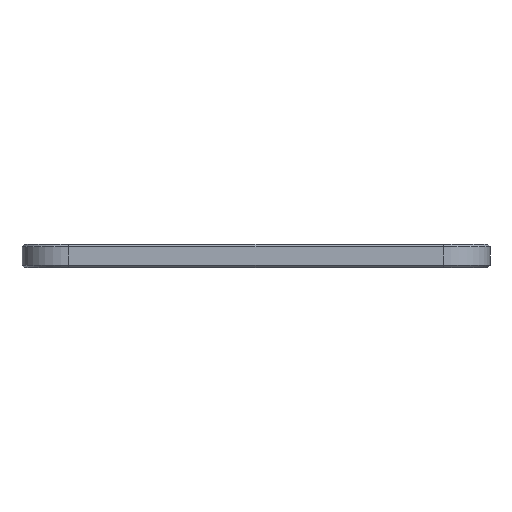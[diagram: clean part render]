
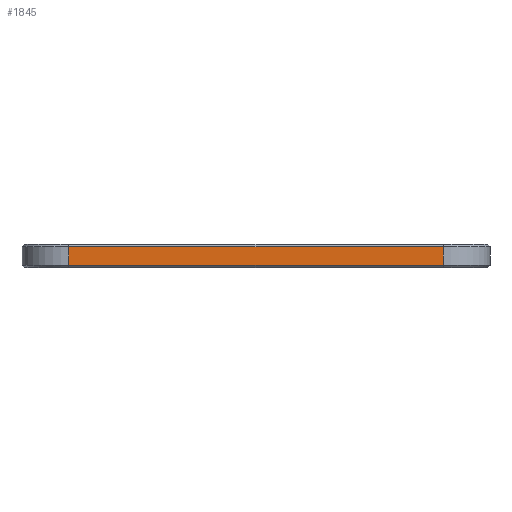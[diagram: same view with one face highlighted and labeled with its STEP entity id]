
A CAD part, front view. The second image highlights one B-rep face of the part: STEP entity #1845.
In plain terms, the highlighted planar face has unit normal (0, -1, 0).
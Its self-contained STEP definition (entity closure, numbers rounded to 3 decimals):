
#158 = PLANE('',#159);
#159 = AXIS2_PLACEMENT_3D('',#160,#161,#162);
#160 = CARTESIAN_POINT('',(0.,-6.1,0.15));
#161 = DIRECTION('',(0.,-0.707,-0.707));
#162 = DIRECTION('',(-1.,-0.,-0.));
#755 = VERTEX_POINT('',#756);
#756 = CARTESIAN_POINT('',(50.,-6.25,0.3));
#792 = CYLINDRICAL_SURFACE('',#793,6.25);
#793 = AXIS2_PLACEMENT_3D('',#794,#795,#796);
#794 = CARTESIAN_POINT('',(50.,0.,0.));
#795 = DIRECTION('',(-0.,-0.,-1.));
#796 = DIRECTION('',(1.,0.,0.));
#864 = VERTEX_POINT('',#865);
#865 = CARTESIAN_POINT('',(0.,-6.25,0.3));
#886 = EDGE_CURVE('',#864,#755,#887,.T.);
#887 = SURFACE_CURVE('',#888,(#892,#899),.PCURVE_S1.);
#888 = LINE('',#889,#890);
#889 = CARTESIAN_POINT('',(0.,-6.25,0.3));
#890 = VECTOR('',#891,1.);
#891 = DIRECTION('',(1.,0.,0.));
#892 = PCURVE('',#158,#893);
#893 = DEFINITIONAL_REPRESENTATION('',(#894),#898);
#894 = LINE('',#895,#896);
#895 = CARTESIAN_POINT('',(-0.,-0.212));
#896 = VECTOR('',#897,1.);
#897 = DIRECTION('',(-1.,0.));
#898 = ( GEOMETRIC_REPRESENTATION_CONTEXT(2) 
PARAMETRIC_REPRESENTATION_CONTEXT() REPRESENTATION_CONTEXT('2D SPACE',''
  ) );
#899 = PCURVE('',#900,#905);
#900 = PLANE('',#901);
#901 = AXIS2_PLACEMENT_3D('',#902,#903,#904);
#902 = CARTESIAN_POINT('',(0.,-6.25,0.));
#903 = DIRECTION('',(0.,1.,0.));
#904 = DIRECTION('',(1.,0.,0.));
#905 = DEFINITIONAL_REPRESENTATION('',(#906),#910);
#906 = LINE('',#907,#908);
#907 = CARTESIAN_POINT('',(0.,-0.3));
#908 = VECTOR('',#909,1.);
#909 = DIRECTION('',(1.,0.));
#910 = ( GEOMETRIC_REPRESENTATION_CONTEXT(2) 
PARAMETRIC_REPRESENTATION_CONTEXT() REPRESENTATION_CONTEXT('2D SPACE',''
  ) );
#933 = CYLINDRICAL_SURFACE('',#934,6.25);
#934 = AXIS2_PLACEMENT_3D('',#935,#936,#937);
#935 = CARTESIAN_POINT('',(0.,0.,0.));
#936 = DIRECTION('',(-0.,-0.,-1.));
#937 = DIRECTION('',(1.,0.,0.));
#1740 = EDGE_CURVE('',#755,#1741,#1743,.T.);
#1741 = VERTEX_POINT('',#1742);
#1742 = CARTESIAN_POINT('',(50.,-6.25,2.825));
#1743 = SURFACE_CURVE('',#1744,(#1748,#1755),.PCURVE_S1.);
#1744 = LINE('',#1745,#1746);
#1745 = CARTESIAN_POINT('',(50.,-6.25,0.));
#1746 = VECTOR('',#1747,1.);
#1747 = DIRECTION('',(0.,0.,1.));
#1748 = PCURVE('',#792,#1749);
#1749 = DEFINITIONAL_REPRESENTATION('',(#1750),#1754);
#1750 = LINE('',#1751,#1752);
#1751 = CARTESIAN_POINT('',(-4.712,0.));
#1752 = VECTOR('',#1753,1.);
#1753 = DIRECTION('',(-0.,-1.));
#1754 = ( GEOMETRIC_REPRESENTATION_CONTEXT(2) 
PARAMETRIC_REPRESENTATION_CONTEXT() REPRESENTATION_CONTEXT('2D SPACE',''
  ) );
#1755 = PCURVE('',#900,#1756);
#1756 = DEFINITIONAL_REPRESENTATION('',(#1757),#1761);
#1757 = LINE('',#1758,#1759);
#1758 = CARTESIAN_POINT('',(50.,0.));
#1759 = VECTOR('',#1760,1.);
#1760 = DIRECTION('',(0.,-1.));
#1761 = ( GEOMETRIC_REPRESENTATION_CONTEXT(2) 
PARAMETRIC_REPRESENTATION_CONTEXT() REPRESENTATION_CONTEXT('2D SPACE',''
  ) );
#1845 = ADVANCED_FACE('',(#1846),#900,.F.);
#1846 = FACE_BOUND('',#1847,.F.);
#1847 = EDGE_LOOP('',(#1848,#1871,#1897,#1898));
#1848 = ORIENTED_EDGE('',*,*,#1849,.T.);
#1849 = EDGE_CURVE('',#864,#1850,#1852,.T.);
#1850 = VERTEX_POINT('',#1851);
#1851 = CARTESIAN_POINT('',(0.,-6.25,2.825));
#1852 = SURFACE_CURVE('',#1853,(#1857,#1864),.PCURVE_S1.);
#1853 = LINE('',#1854,#1855);
#1854 = CARTESIAN_POINT('',(0.,-6.25,0.));
#1855 = VECTOR('',#1856,1.);
#1856 = DIRECTION('',(0.,0.,1.));
#1857 = PCURVE('',#900,#1858);
#1858 = DEFINITIONAL_REPRESENTATION('',(#1859),#1863);
#1859 = LINE('',#1860,#1861);
#1860 = CARTESIAN_POINT('',(0.,0.));
#1861 = VECTOR('',#1862,1.);
#1862 = DIRECTION('',(0.,-1.));
#1863 = ( GEOMETRIC_REPRESENTATION_CONTEXT(2) 
PARAMETRIC_REPRESENTATION_CONTEXT() REPRESENTATION_CONTEXT('2D SPACE',''
  ) );
#1864 = PCURVE('',#933,#1865);
#1865 = DEFINITIONAL_REPRESENTATION('',(#1866),#1870);
#1866 = LINE('',#1867,#1868);
#1867 = CARTESIAN_POINT('',(-4.712,0.));
#1868 = VECTOR('',#1869,1.);
#1869 = DIRECTION('',(-0.,-1.));
#1870 = ( GEOMETRIC_REPRESENTATION_CONTEXT(2) 
PARAMETRIC_REPRESENTATION_CONTEXT() REPRESENTATION_CONTEXT('2D SPACE',''
  ) );
#1871 = ORIENTED_EDGE('',*,*,#1872,.T.);
#1872 = EDGE_CURVE('',#1850,#1741,#1873,.T.);
#1873 = SURFACE_CURVE('',#1874,(#1878,#1885),.PCURVE_S1.);
#1874 = LINE('',#1875,#1876);
#1875 = CARTESIAN_POINT('',(0.,-6.25,2.825));
#1876 = VECTOR('',#1877,1.);
#1877 = DIRECTION('',(1.,0.,0.));
#1878 = PCURVE('',#900,#1879);
#1879 = DEFINITIONAL_REPRESENTATION('',(#1880),#1884);
#1880 = LINE('',#1881,#1882);
#1881 = CARTESIAN_POINT('',(0.,-2.825));
#1882 = VECTOR('',#1883,1.);
#1883 = DIRECTION('',(1.,0.));
#1884 = ( GEOMETRIC_REPRESENTATION_CONTEXT(2) 
PARAMETRIC_REPRESENTATION_CONTEXT() REPRESENTATION_CONTEXT('2D SPACE',''
  ) );
#1885 = PCURVE('',#1886,#1891);
#1886 = PLANE('',#1887);
#1887 = AXIS2_PLACEMENT_3D('',#1888,#1889,#1890);
#1888 = CARTESIAN_POINT('',(0.,-6.1,2.975));
#1889 = DIRECTION('',(0.,0.707,-0.707));
#1890 = DIRECTION('',(-1.,-0.,-0.));
#1891 = DEFINITIONAL_REPRESENTATION('',(#1892),#1896);
#1892 = LINE('',#1893,#1894);
#1893 = CARTESIAN_POINT('',(-0.,-0.212));
#1894 = VECTOR('',#1895,1.);
#1895 = DIRECTION('',(-1.,0.));
#1896 = ( GEOMETRIC_REPRESENTATION_CONTEXT(2) 
PARAMETRIC_REPRESENTATION_CONTEXT() REPRESENTATION_CONTEXT('2D SPACE',''
  ) );
#1897 = ORIENTED_EDGE('',*,*,#1740,.F.);
#1898 = ORIENTED_EDGE('',*,*,#886,.F.);
